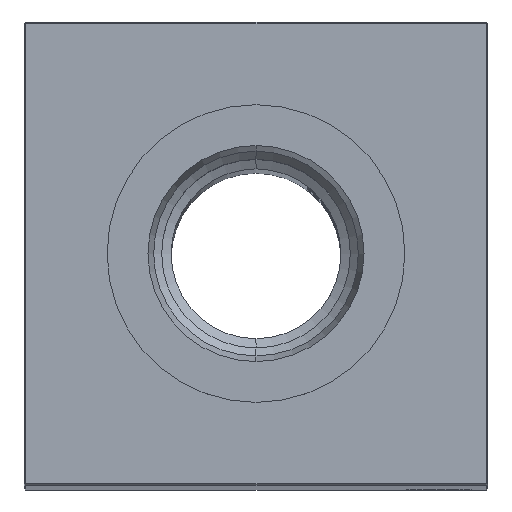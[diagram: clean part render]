
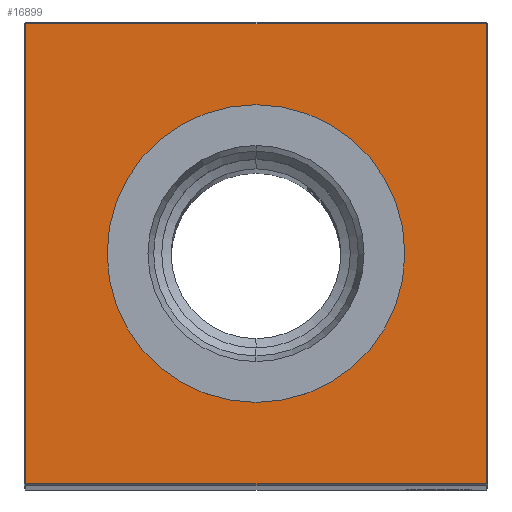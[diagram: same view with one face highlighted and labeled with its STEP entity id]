
A CAD part, top view. The second image highlights one B-rep face of the part: STEP entity #16899.
In plain terms, the highlighted planar face has unit normal (0, 0, 1).
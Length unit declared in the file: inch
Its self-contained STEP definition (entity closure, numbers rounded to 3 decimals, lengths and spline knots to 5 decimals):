
#1897 = CARTESIAN_POINT ( 'NONE',  ( 0., 0., 18.25 ) ) ;
#2058 = CARTESIAN_POINT ( 'NONE',  ( -1.49, 0., 18.25 ) ) ;
#2569 = CIRCLE ( 'NONE', #19812, 0.96457 ) ;
#3050 = CARTESIAN_POINT ( 'NONE',  ( 0., 0., 18.25 ) ) ;
#3374 = CARTESIAN_POINT ( 'NONE',  ( -1.49, -1.49, 18.25 ) ) ;
#3569 = VERTEX_POINT ( 'NONE', #13647 ) ;
#4511 = ORIENTED_EDGE ( 'NONE', *, *, #24759, .T. ) ;
#4779 = CARTESIAN_POINT ( 'NONE',  ( 0., 0.96457, 18.25 ) ) ;
#5618 = DIRECTION ( 'NONE',  ( -1., 0., 0. ) ) ;
#6243 = LINE ( 'NONE', #26252, #9477 ) ;
#7281 = AXIS2_PLACEMENT_3D ( 'NONE', #1897, #10135, #18503 ) ;
#7773 = DIRECTION ( 'NONE',  ( 0., 1., 0. ) ) ;
#9384 = DIRECTION ( 'NONE',  ( 0., 0., -1. ) ) ;
#9477 = VECTOR ( 'NONE', #7773, 39.37008 ) ;
#9538 = EDGE_CURVE ( 'NONE', #15529, #23736, #2569, .T. ) ;
#9717 = EDGE_CURVE ( 'NONE', #14960, #10013, #6243, .T. ) ;
#9797 = EDGE_CURVE ( 'NONE', #25562, #14960, #22973, .T. ) ;
#9860 = FACE_BOUND ( 'NONE', #23233, .T. ) ;
#10013 = VERTEX_POINT ( 'NONE', #12154 ) ;
#10108 = VECTOR ( 'NONE', #20823, 39.37008 ) ;
#10135 = DIRECTION ( 'NONE',  ( 0., 0., -1. ) ) ;
#10265 = FACE_OUTER_BOUND ( 'NONE', #15598, .T. ) ;
#10352 = VECTOR ( 'NONE', #12725, 39.37008 ) ;
#11031 = DIRECTION ( 'NONE',  ( -1., 0., 0. ) ) ;
#11035 = LINE ( 'NONE', #21553, #20949 ) ;
#11419 = CARTESIAN_POINT ( 'NONE',  ( 0., 0., 18.25 ) ) ;
#11446 = CARTESIAN_POINT ( 'NONE',  ( 0., -0.96457, 18.25 ) ) ;
#12154 = CARTESIAN_POINT ( 'NONE',  ( 1.49, 1.49, 18.25 ) ) ;
#12371 = EDGE_CURVE ( 'NONE', #10013, #3569, #11035, .T. ) ;
#12677 = AXIS2_PLACEMENT_3D ( 'NONE', #3050, #13447, #5618 ) ;
#12725 = DIRECTION ( 'NONE',  ( 1., 0., 0. ) ) ;
#13447 = DIRECTION ( 'NONE',  ( 0., 0., -1. ) ) ;
#13647 = CARTESIAN_POINT ( 'NONE',  ( -1.49, 1.49, 18.25 ) ) ;
#14960 = VERTEX_POINT ( 'NONE', #25514 ) ;
#15529 = VERTEX_POINT ( 'NONE', #4779 ) ;
#15598 = EDGE_LOOP ( 'NONE', ( #24262, #15600, #19939, #26157 ) ) ;
#15600 = ORIENTED_EDGE ( 'NONE', *, *, #9797, .T. ) ;
#16359 = ORIENTED_EDGE ( 'NONE', *, *, #9538, .T. ) ;
#16477 = PLANE ( 'NONE',  #7281 ) ;
#16899 = ADVANCED_FACE ( 'NONE', ( #10265, #9860 ), #16477, .F. ) ;
#18503 = DIRECTION ( 'NONE',  ( -1., 0., 0. ) ) ;
#19812 = AXIS2_PLACEMENT_3D ( 'NONE', #11419, #9384, #11031 ) ;
#19939 = ORIENTED_EDGE ( 'NONE', *, *, #9717, .T. ) ;
#20823 = DIRECTION ( 'NONE',  ( 0., -1., 0. ) ) ;
#20949 = VECTOR ( 'NONE', #23832, 39.37008 ) ;
#21553 = CARTESIAN_POINT ( 'NONE',  ( 0., 1.49, 18.25 ) ) ;
#22973 = LINE ( 'NONE', #25520, #10352 ) ;
#23233 = EDGE_LOOP ( 'NONE', ( #16359, #4511 ) ) ;
#23736 = VERTEX_POINT ( 'NONE', #11446 ) ;
#23832 = DIRECTION ( 'NONE',  ( -1., 0., 0. ) ) ;
#24262 = ORIENTED_EDGE ( 'NONE', *, *, #26198, .T. ) ;
#24309 = CIRCLE ( 'NONE', #12677, 0.96457 ) ;
#24720 = LINE ( 'NONE', #2058, #10108 ) ;
#24759 = EDGE_CURVE ( 'NONE', #23736, #15529, #24309, .T. ) ;
#25514 = CARTESIAN_POINT ( 'NONE',  ( 1.49, -1.49, 18.25 ) ) ;
#25520 = CARTESIAN_POINT ( 'NONE',  ( 0., -1.49, 18.25 ) ) ;
#25562 = VERTEX_POINT ( 'NONE', #3374 ) ;
#26157 = ORIENTED_EDGE ( 'NONE', *, *, #12371, .T. ) ;
#26198 = EDGE_CURVE ( 'NONE', #3569, #25562, #24720, .T. ) ;
#26252 = CARTESIAN_POINT ( 'NONE',  ( 1.49, 0., 18.25 ) ) ;
